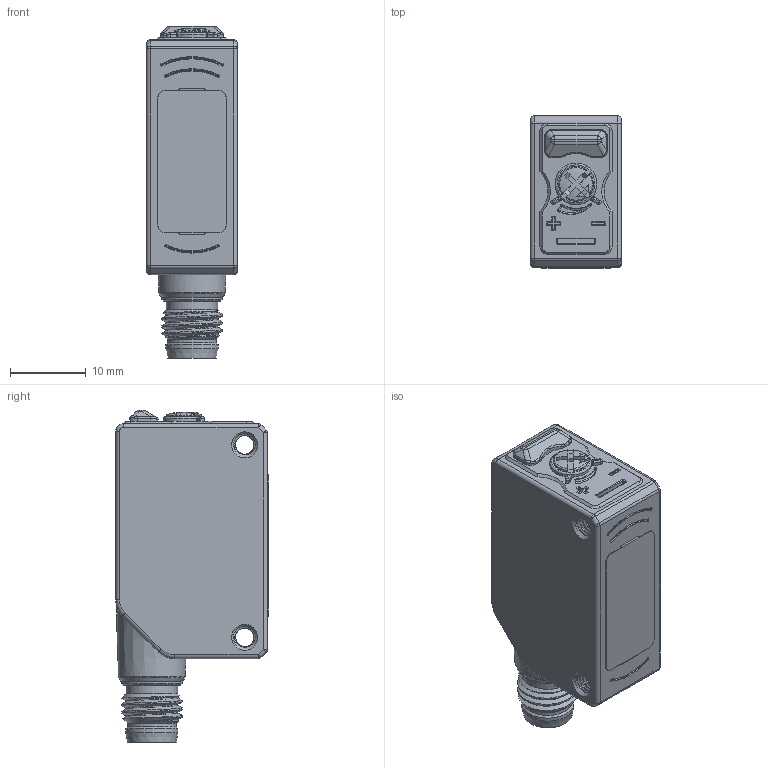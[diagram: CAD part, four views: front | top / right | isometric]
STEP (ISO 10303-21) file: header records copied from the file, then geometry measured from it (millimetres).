
FILE_DESCRIPTION(/* description */ (''),/* implementation_level */ '2;1');
FILE_NAME(/* name */ '_model111.stp',/* time_stamp */ '2018-09-26T11:26:47+08:00',/* author */ (''),/* organization */ (''),/* preprocessor_version */ 'ST-DEVELOPER v14',/* originating_system */ 'SIEMENS PLM Software NX 8.0',/* authorisation */ '');
FILE_SCHEMA (('CONFIG_CONTROL_DESIGN'));
Length unit declared in the file: millimetre
Products named in the file (1): _model111
Bounding box: 12 x 20.1 x 43.8 mm (x, y, z)
Volume: 7408.3 mm3; surface area: 3905.8 mm2
Topology: 1 solids, 7 shells, 737 faces, 1820 edges, 1111 vertices
Faces by surface type: cylinder 282, plane 236, torus 68, bspline 57, cone 55, revolution 26, sphere 8, extrusion 5
Full cylindrical faces by diameter (mm): 0.4 x2, 0.9 x2, 1 x6, 1.4 x2, 2.2 x2, 2.9 x1, 3.44 x4, 4.6 x1, 4.7 x1, 5.5 x1, 5.8 x2, 6.4 x1, 6.8 x2, 6.9 x1, 8 x1
Entity records: 33637 total; most frequent: CARTESIAN_POINT 16695, DIRECTION 3583, ORIENTED_EDGE 3432, EDGE_CURVE 1716, AXIS2_PLACEMENT_3D 1389, VERTEX_POINT 1080, EDGE_LOOP 852, VECTOR 779
